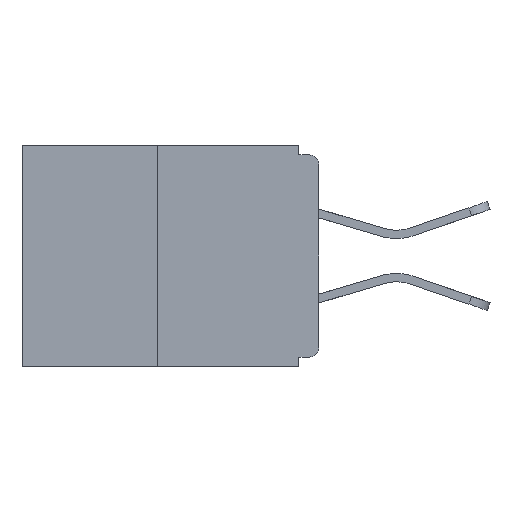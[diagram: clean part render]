
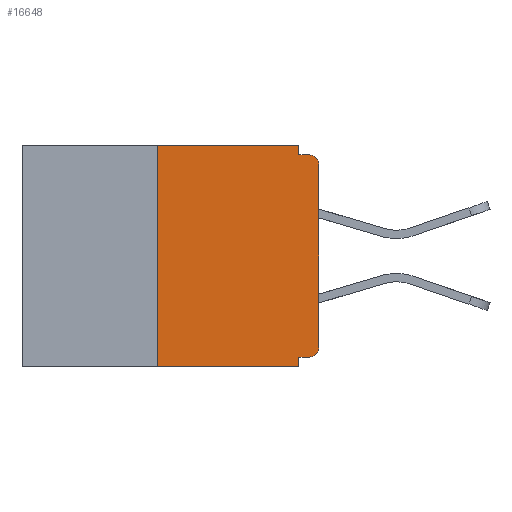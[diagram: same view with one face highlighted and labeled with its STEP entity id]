
A CAD part, left-side view. The second image highlights one B-rep face of the part: STEP entity #16648.
In plain terms, the highlighted planar face has unit normal (-1, 0, 0).
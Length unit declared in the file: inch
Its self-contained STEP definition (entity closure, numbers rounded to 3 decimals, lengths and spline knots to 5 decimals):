
#195 = VECTOR ( 'NONE', #3614, 39.37008 ) ;
#282 = DIRECTION ( 'NONE',  ( 0., 0., -1. ) ) ;
#658 = CARTESIAN_POINT ( 'NONE',  ( 0., 0.46, -0.343 ) ) ;
#1511 = DIRECTION ( 'NONE',  ( 0., 0., -1. ) ) ;
#1902 = EDGE_CURVE ( 'NONE', #24084, #3154, #17528, .T. ) ;
#1911 = AXIS2_PLACEMENT_3D ( 'NONE', #4054, #5970, #13823 ) ;
#2215 = VECTOR ( 'NONE', #17735, 39.37008 ) ;
#2839 = CARTESIAN_POINT ( 'NONE',  ( 0., 0.015, -0.313 ) ) ;
#3154 = VERTEX_POINT ( 'NONE', #15236 ) ;
#3614 = DIRECTION ( 'NONE',  ( 0., 0., -1. ) ) ;
#3662 = EDGE_CURVE ( 'NONE', #11535, #24084, #8086, .T. ) ;
#4054 = CARTESIAN_POINT ( 'NONE',  ( 0., 0.46, 0. ) ) ;
#4402 = VERTEX_POINT ( 'NONE', #18417 ) ;
#4512 = DIRECTION ( 'NONE',  ( -1., 0., 0. ) ) ;
#4549 = CARTESIAN_POINT ( 'NONE',  ( 0., 0., 0. ) ) ;
#4637 = DIRECTION ( 'NONE',  ( 0., 0., -1. ) ) ;
#5072 = AXIS2_PLACEMENT_3D ( 'NONE', #24904, #5619, #1511 ) ;
#5102 = DIRECTION ( 'NONE',  ( 0., -1., 0. ) ) ;
#5619 = DIRECTION ( 'NONE',  ( -1., 0., 0. ) ) ;
#5852 = EDGE_CURVE ( 'NONE', #7460, #3154, #10001, .T. ) ;
#5970 = DIRECTION ( 'NONE',  ( 1., 0., 0. ) ) ;
#6137 = CARTESIAN_POINT ( 'NONE',  ( 0., 0.031, -0.015 ) ) ;
#6153 = LINE ( 'NONE', #11603, #2215 ) ;
#6222 = CARTESIAN_POINT ( 'NONE',  ( 0., 0.031, 0. ) ) ;
#6399 = EDGE_CURVE ( 'NONE', #25359, #16739, #6153, .T. ) ;
#6557 = ORIENTED_EDGE ( 'NONE', *, *, #1902, .F. ) ;
#6651 = DIRECTION ( 'NONE',  ( 0., -1., 0. ) ) ;
#6659 = VECTOR ( 'NONE', #5102, 39.37008 ) ;
#7427 = LINE ( 'NONE', #15419, #195 ) ;
#7460 = VERTEX_POINT ( 'NONE', #23720 ) ;
#8086 = LINE ( 'NONE', #17876, #10995 ) ;
#8310 = CARTESIAN_POINT ( 'NONE',  ( 0., 0.015, -0.328 ) ) ;
#8619 = ORIENTED_EDGE ( 'NONE', *, *, #5852, .T. ) ;
#9033 = EDGE_CURVE ( 'NONE', #25359, #24232, #11713, .T. ) ;
#9076 = EDGE_CURVE ( 'NONE', #4402, #13059, #22497, .T. ) ;
#9239 = CARTESIAN_POINT ( 'NONE',  ( 0., 0., -0.313 ) ) ;
#9837 = ORIENTED_EDGE ( 'NONE', *, *, #10063, .F. ) ;
#9953 = CARTESIAN_POINT ( 'NONE',  ( 0., 0., -0.015 ) ) ;
#10001 = CIRCLE ( 'NONE', #5072, 0.015 ) ;
#10063 = EDGE_CURVE ( 'NONE', #4402, #20996, #11028, .T. ) ;
#10472 = AXIS2_PLACEMENT_3D ( 'NONE', #2839, #4512, #4637 ) ;
#10681 = ORIENTED_EDGE ( 'NONE', *, *, #21762, .F. ) ;
#10995 = VECTOR ( 'NONE', #282, 39.37008 ) ;
#11028 = LINE ( 'NONE', #22821, #17058 ) ;
#11535 = VERTEX_POINT ( 'NONE', #6222 ) ;
#11603 = CARTESIAN_POINT ( 'NONE',  ( 0., 0., -0.328 ) ) ;
#11661 = EDGE_CURVE ( 'NONE', #20996, #11535, #12546, .T. ) ;
#11713 = CIRCLE ( 'NONE', #10472, 0.015 ) ;
#12016 = PLANE ( 'NONE',  #1911 ) ;
#12039 = EDGE_LOOP ( 'NONE', ( #24553, #9837, #24424, #10681, #16548, #22433, #17163, #8619, #6557, #13640 ) ) ;
#12533 = CARTESIAN_POINT ( 'NONE',  ( 0., 0.031, -0.343 ) ) ;
#12546 = LINE ( 'NONE', #18848, #6659 ) ;
#13059 = VERTEX_POINT ( 'NONE', #12533 ) ;
#13640 = ORIENTED_EDGE ( 'NONE', *, *, #3662, .F. ) ;
#13823 = DIRECTION ( 'NONE',  ( 0., 0., -1. ) ) ;
#14303 = LINE ( 'NONE', #4549, #20631 ) ;
#15236 = CARTESIAN_POINT ( 'NONE',  ( 0., 0.015, -0.015 ) ) ;
#15419 = CARTESIAN_POINT ( 'NONE',  ( 0., 0.031, -0.343 ) ) ;
#15706 = VECTOR ( 'NONE', #19704, 39.37008 ) ;
#16113 = CARTESIAN_POINT ( 'NONE',  ( 0., 0.25, 0. ) ) ;
#16548 = ORIENTED_EDGE ( 'NONE', *, *, #6399, .F. ) ;
#16648 = ADVANCED_FACE ( 'NONE', ( #23585 ), #12016, .F. ) ;
#16739 = VERTEX_POINT ( 'NONE', #22514 ) ;
#17058 = VECTOR ( 'NONE', #20902, 39.37008 ) ;
#17163 = ORIENTED_EDGE ( 'NONE', *, *, #19726, .T. ) ;
#17528 = LINE ( 'NONE', #9953, #15706 ) ;
#17735 = DIRECTION ( 'NONE',  ( 0., 1., 0. ) ) ;
#17876 = CARTESIAN_POINT ( 'NONE',  ( 0., 0.031, 0. ) ) ;
#17916 = DIRECTION ( 'NONE',  ( 0., 0., 1. ) ) ;
#18417 = CARTESIAN_POINT ( 'NONE',  ( 0., 0.25, -0.343 ) ) ;
#18848 = CARTESIAN_POINT ( 'NONE',  ( 0., 0.46, 0. ) ) ;
#19704 = DIRECTION ( 'NONE',  ( 0., -1., 0. ) ) ;
#19726 = EDGE_CURVE ( 'NONE', #24232, #7460, #14303, .T. ) ;
#20631 = VECTOR ( 'NONE', #17916, 39.37008 ) ;
#20902 = DIRECTION ( 'NONE',  ( 0., 0., 1. ) ) ;
#20996 = VERTEX_POINT ( 'NONE', #16113 ) ;
#21762 = EDGE_CURVE ( 'NONE', #16739, #13059, #7427, .T. ) ;
#22433 = ORIENTED_EDGE ( 'NONE', *, *, #9033, .T. ) ;
#22497 = LINE ( 'NONE', #658, #23991 ) ;
#22514 = CARTESIAN_POINT ( 'NONE',  ( 0., 0.031, -0.328 ) ) ;
#22821 = CARTESIAN_POINT ( 'NONE',  ( 0., 0.25, 0. ) ) ;
#23585 = FACE_OUTER_BOUND ( 'NONE', #12039, .T. ) ;
#23720 = CARTESIAN_POINT ( 'NONE',  ( 0., 0., -0.03 ) ) ;
#23991 = VECTOR ( 'NONE', #6651, 39.37008 ) ;
#24084 = VERTEX_POINT ( 'NONE', #6137 ) ;
#24232 = VERTEX_POINT ( 'NONE', #9239 ) ;
#24424 = ORIENTED_EDGE ( 'NONE', *, *, #9076, .T. ) ;
#24553 = ORIENTED_EDGE ( 'NONE', *, *, #11661, .F. ) ;
#24904 = CARTESIAN_POINT ( 'NONE',  ( 0., 0.015, -0.03 ) ) ;
#25359 = VERTEX_POINT ( 'NONE', #8310 ) ;
